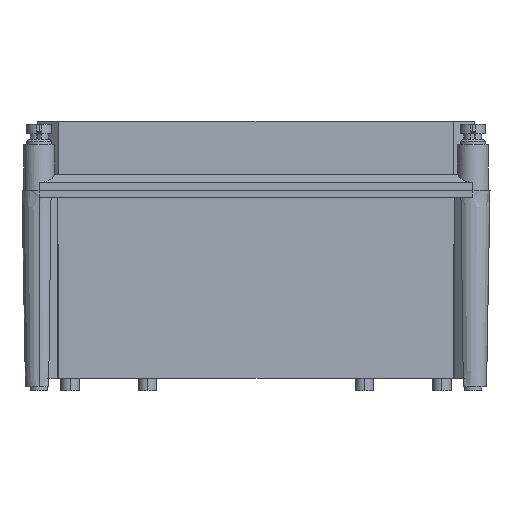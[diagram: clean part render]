
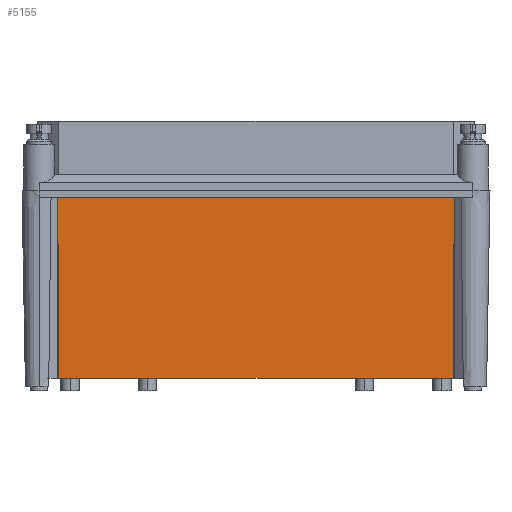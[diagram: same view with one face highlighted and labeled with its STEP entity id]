
A CAD part, left-side view. The second image highlights one B-rep face of the part: STEP entity #5155.
In plain terms, the highlighted planar face has unit normal (-1, 0, -0.018).
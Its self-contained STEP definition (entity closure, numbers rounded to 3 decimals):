
#5135=AXIS2_PLACEMENT_3D('Plane Axis2P3D',#5132,#5133,#5134) ;
#2838=CARTESIAN_POINT('Line Origine',(7.57,151.,125.)) ;
#2842=CARTESIAN_POINT('Vertex',(7.57,278.975,125.)) ;
#2844=CARTESIAN_POINT('Vertex',(7.57,23.025,125.)) ;
#2913=CARTESIAN_POINT('Line Origine',(7.576,23.022,124.633)) ;
#2917=CARTESIAN_POINT('Vertex',(7.583,23.02,124.266)) ;
#3949=CARTESIAN_POINT('Vertex',(9.612,23.86,8.)) ;
#3952=CARTESIAN_POINT('Line Origine',(9.612,151.,8.)) ;
#3956=CARTESIAN_POINT('Vertex',(9.612,278.14,8.)) ;
#5053=CARTESIAN_POINT('Vertex',(7.583,278.98,124.266)) ;
#5056=CARTESIAN_POINT('Line Origine',(7.576,278.978,124.633)) ;
#5132=CARTESIAN_POINT('Axis2P3D Location',(7.5,298.878,129.)) ;
#5137=CARTESIAN_POINT('Line Origine',(8.597,23.44,66.133)) ;
#5142=CARTESIAN_POINT('Line Origine',(8.597,278.56,66.133)) ;
#2839=DIRECTION('Vector Direction',(0.,-1.,0.)) ;
#2914=DIRECTION('Vector Direction',(0.017,-0.007,-1.)) ;
#3953=DIRECTION('Vector Direction',(0.,-1.,0.)) ;
#5057=DIRECTION('Vector Direction',(0.017,0.007,-1.)) ;
#5133=DIRECTION('Axis2P3D Direction',(-1.,-0.,-0.017)) ;
#5134=DIRECTION('Axis2P3D XDirection',(0.,-1.,0.)) ;
#5138=DIRECTION('Vector Direction',(-0.017,-0.007,1.)) ;
#5143=DIRECTION('Vector Direction',(-0.017,0.007,1.)) ;
#2840=VECTOR('Line Direction',#2839,1.) ;
#2915=VECTOR('Line Direction',#2914,1.) ;
#3954=VECTOR('Line Direction',#3953,1.) ;
#5058=VECTOR('Line Direction',#5057,1.) ;
#5139=VECTOR('Line Direction',#5138,1.) ;
#5144=VECTOR('Line Direction',#5143,1.) ;
#5148=ORIENTED_EDGE('',*,*,#3958,.T.) ;
#5149=ORIENTED_EDGE('',*,*,#5141,.T.) ;
#5150=ORIENTED_EDGE('',*,*,#2919,.F.) ;
#5151=ORIENTED_EDGE('',*,*,#2846,.F.) ;
#5152=ORIENTED_EDGE('',*,*,#5060,.T.) ;
#5153=ORIENTED_EDGE('',*,*,#5146,.F.) ;
#5155=ADVANCED_FACE('Unterteil',(#5154),#5136,.T.) ;
#2846=EDGE_CURVE('',#2843,#2845,#2841,.T.) ;
#2919=EDGE_CURVE('',#2845,#2918,#2916,.T.) ;
#3958=EDGE_CURVE('',#3957,#3950,#3955,.T.) ;
#5060=EDGE_CURVE('',#2843,#5054,#5059,.T.) ;
#5141=EDGE_CURVE('',#3950,#2918,#5140,.T.) ;
#5146=EDGE_CURVE('',#3957,#5054,#5145,.T.) ;
#5147=EDGE_LOOP('',(#5148,#5149,#5150,#5151,#5152,#5153)) ;
#5154=FACE_OUTER_BOUND('',#5147,.T.) ;
#2841=LINE('Line',#2838,#2840) ;
#2916=LINE('Line',#2913,#2915) ;
#3955=LINE('Line',#3952,#3954) ;
#5059=LINE('Line',#5056,#5058) ;
#5140=LINE('Line',#5137,#5139) ;
#5145=LINE('Line',#5142,#5144) ;
#5136=PLANE('',#5135) ;
#2843=VERTEX_POINT('',#2842) ;
#2845=VERTEX_POINT('',#2844) ;
#2918=VERTEX_POINT('',#2917) ;
#3950=VERTEX_POINT('',#3949) ;
#3957=VERTEX_POINT('',#3956) ;
#5054=VERTEX_POINT('',#5053) ;
